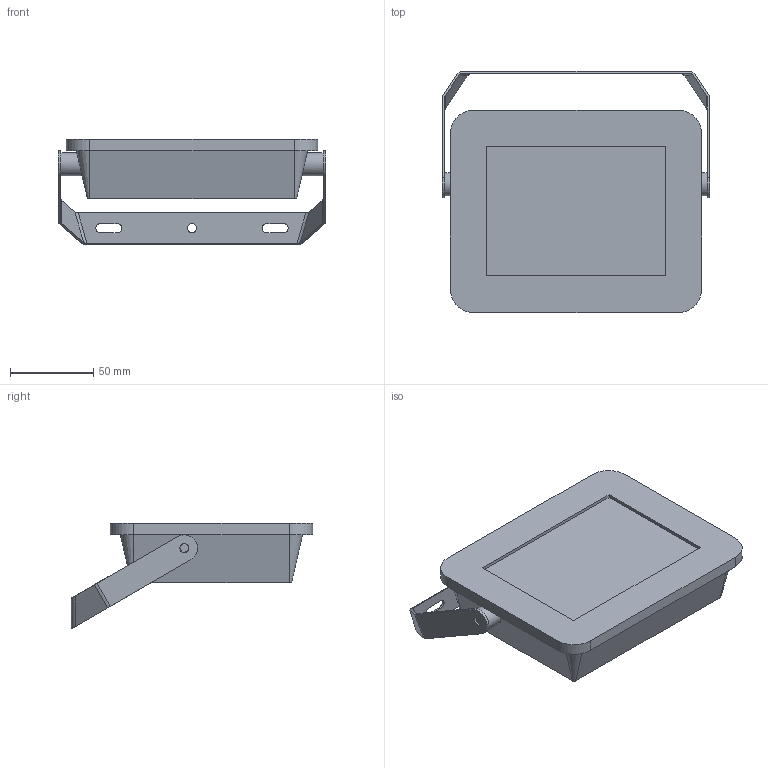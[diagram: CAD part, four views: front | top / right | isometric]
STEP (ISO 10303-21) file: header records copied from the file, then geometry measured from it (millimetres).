
FILE_DESCRIPTION (( 'STEP AP214' ), '1' );
FILE_NAME ('Floodlight Compact 50W.STEP', '2021-09-30T11:45:30', ( '' ), ( '' ), 'SwSTEP 2.0', 'SolidWorks 2020', '' );
FILE_SCHEMA (( 'AUTOMOTIVE_DESIGN' ));
Length unit declared in the file: millimetre
Products named in the file (1): Floodlight Compact 50W
Bounding box: 160.5 x 144.98 x 63.43 mm (x, y, z)
Volume: 514542 mm3; surface area: 63654.5 mm2
Topology: 2 solids, 2 shells, 101 faces, 256 edges, 171 vertices
Faces by surface type: plane 74, cylinder 23, cone 4
Full cylindrical faces by diameter (mm): 5.5 x3, 14 x2
Entity records: 4224 total; most frequent: CARTESIAN_POINT 630, ORIENTED_EDGE 500, DIRECTION 480, EDGE_CURVE 250, LINE 188, VECTOR 188, VERTEX_POINT 170, AXIS2_PLACEMENT_3D 146
